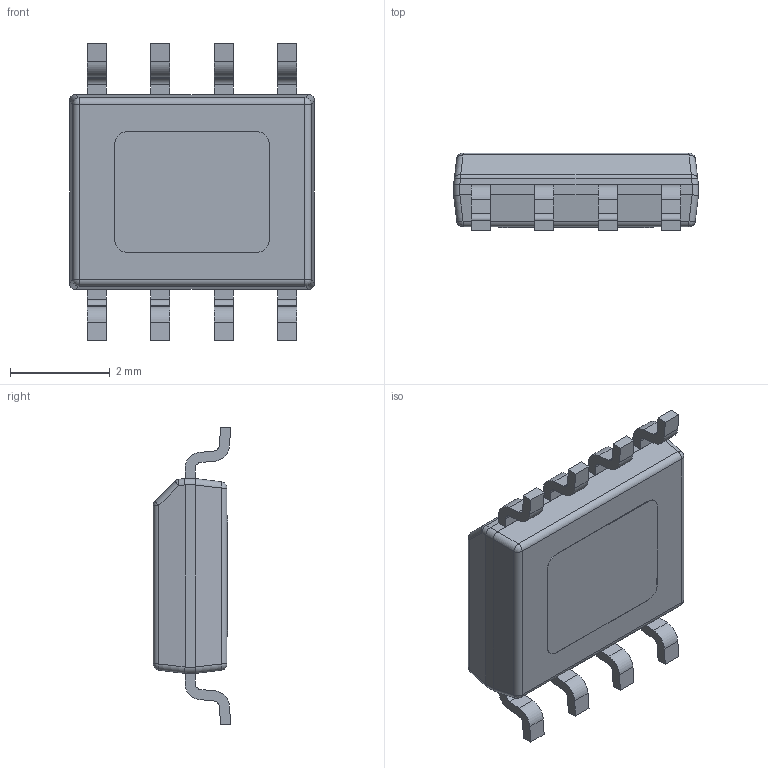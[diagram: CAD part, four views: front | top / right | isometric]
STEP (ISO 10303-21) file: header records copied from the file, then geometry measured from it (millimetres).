
FILE_DESCRIPTION((''),'2;1');
FILE_NAME('MRA08B_ASM','2012-02-09T',('CKXSSC'),(''),'PRO/ENGINEER BY PARAMETRIC TECHNOLOGY CORPORATION, 2011220','PRO/ENGINEER BY PARAMETRIC TECHNOLOGY CORPORATION, 2011220','');
FILE_SCHEMA(('AUTOMOTIVE_DESIGN_CC2 { 1 2 10303 214 -1 1 5 2 }'));
Length unit declared in the file: inch
Products named in the file (3): BODY_MRA08B; LEAD_MRA08B; MRA08B_ASM
Assembly tree (9 placements, depth 2):
  MRA08B_ASM
    BODY_MRA08B
    LEAD_MRA08B  x8
Bounding box: 4.9 x 1.55 x 5.96 mm (x, y, z)
Volume: 27.7 mm3; surface area: 73.9 mm2
Topology: 9 solids, 9 shells, 173 faces, 430 edges, 275 vertices
Faces by surface type: plane 100, cylinder 61, sphere 12
Entity records: 2880 total; most frequent: CARTESIAN_POINT 482, DIRECTION 378, ORIENTED_EDGE 352, PRESENTATION_STYLE_ASSIGNMENT 178, STYLED_ITEM 178, CURVE_STYLE 176, EDGE_CURVE 176, AXIS2_PLACEMENT_3D 139
